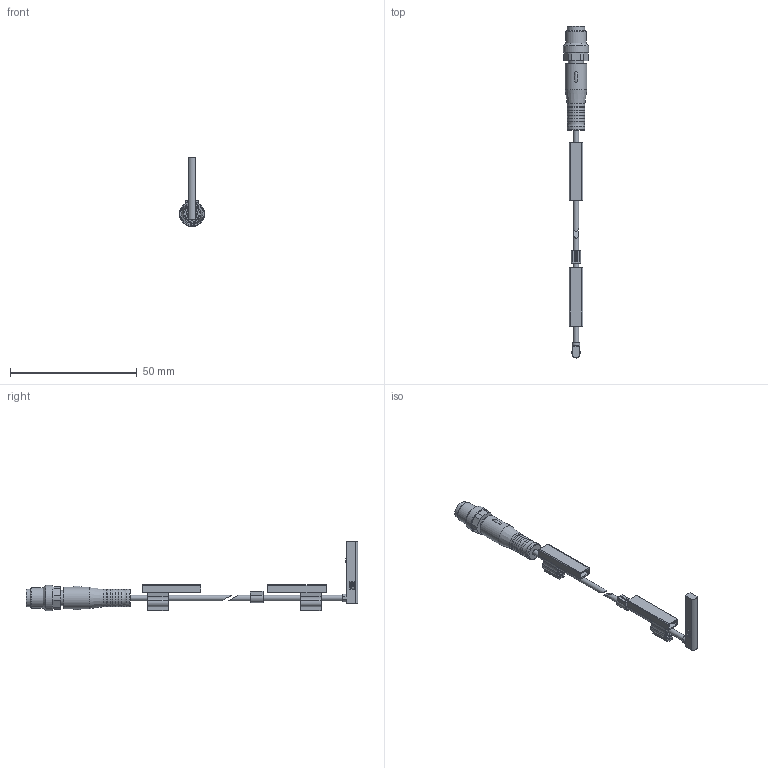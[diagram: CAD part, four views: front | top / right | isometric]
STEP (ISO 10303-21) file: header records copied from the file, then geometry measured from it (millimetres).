
FILE_DESCRIPTION(/* description */ ('STEP AP214'),/* implementation_level */ '2;1');
FILE_NAME(/* name */ '551368_SME-10M-DS-24V-E-03-Q-M8D',/* time_stamp */ '2024-09-15T07:40:22+02:00',/* author */ ('License CC BY-ND 4.0'),/* organization */ ('CADENAS'),/* preprocessor_version */ 'ST-DEVELOPER v19.3',/* originating_system */ 'PARTsolutions',/* authorisation */ ' ');
FILE_SCHEMA (('AUTOMOTIVE_DESIGN {1 0 10303 214 3 1 1}'));
Length unit declared in the file: millimetre
Products named in the file (5): 551368 SME-10M-DS-24V-E-0,3-Q-M8D; 551368 SME-10M-DS-Q-M8D; 1247168 ASCF-M-23-S DM 2.1-3.4; 534255 SMBK-10; SME-10M-M8D
Assembly tree (5 placements, depth 2):
  551368 SME-10M-DS-24V-E-0,3-Q-M8D
    551368 SME-10M-DS-Q-M8D
    1247168 ASCF-M-23-S DM 2.1-3.4  x2
    534255 SMBK-10
    SME-10M-M8D
Bounding box: 10 x 131.1 x 27.64 mm (x, y, z)
Volume: 3186.9 mm3; surface area: 4701.2 mm2
Topology: 5 solids, 5 shells, 315 faces, 803 edges, 525 vertices
Faces by surface type: plane 191, cylinder 108, cone 9, torus 7
Full cylindrical faces by diameter (mm): 1 x3, 1.43 x1, 1.8 x1, 2.15 x2, 5.8 x1, 5.95 x1, 6.9 x1, 7 x5, 8 x1, 8.5 x1, 10 x1
Entity records: 8212 total; most frequent: CARTESIAN_POINT 1279, DIRECTION 1242, ORIENTED_EDGE 1128, EDGE_CURVE 564, AXIS2_PLACEMENT_3D 441, VERTEX_POINT 384, LINE 360, VECTOR 360
